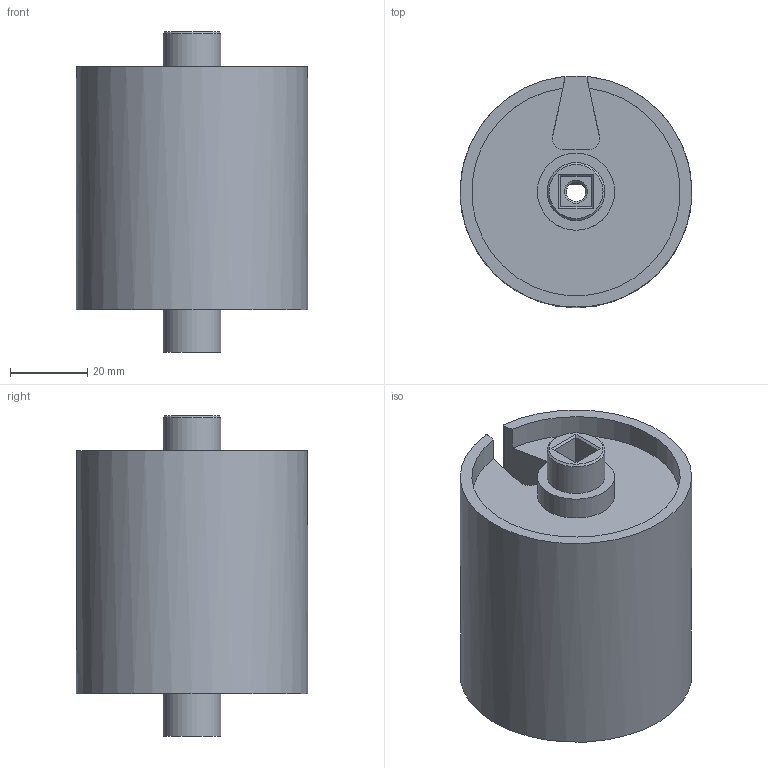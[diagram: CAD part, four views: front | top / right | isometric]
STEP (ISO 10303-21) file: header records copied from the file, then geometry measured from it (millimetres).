
FILE_DESCRIPTION(/* description */ (''),/* implementation_level */ '2;1');
FILE_NAME(/* name */ 'Roller v2.step',/* time_stamp */ '2020-03-23T00:27:15+01:00',/* author */ (''),/* organization */ (''),/* preprocessor_version */ 'ST-DEVELOPER v18',/* originating_system */ 'Autodesk Translation Framework v8.12.0.6',/* authorisation */ '');
FILE_SCHEMA (('AUTOMOTIVE_DESIGN { 1 0 10303 214 3 1 1 }'));
Length unit declared in the file: millimetre
Products named in the file (1): Roller
Bounding box: 60 x 60 x 83 mm (x, y, z)
Volume: 146834 mm3; surface area: 24861.7 mm2
Topology: 1 solids, 1 shells, 40 faces, 97 edges, 65 vertices
Faces by surface type: plane 23, cylinder 15, cone 2
Full cylindrical faces by diameter (mm): 15 x2, 20 x2, 54 x1, 60 x1
Entity records: 1237 total; most frequent: DIRECTION 223, CARTESIAN_POINT 203, ORIENTED_EDGE 194, EDGE_CURVE 97, AXIS2_PLACEMENT_3D 85, VERTEX_POINT 65, LINE 53, VECTOR 53
